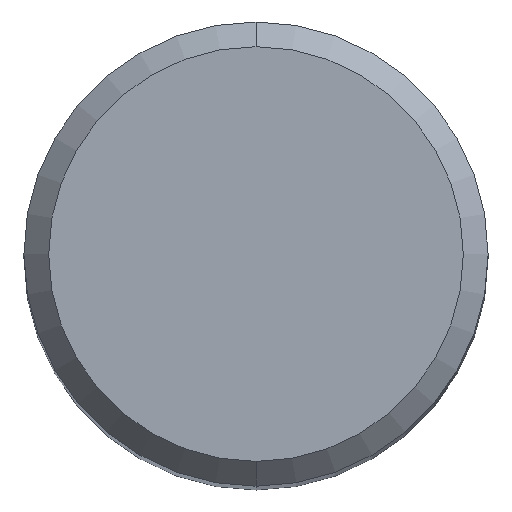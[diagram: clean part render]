
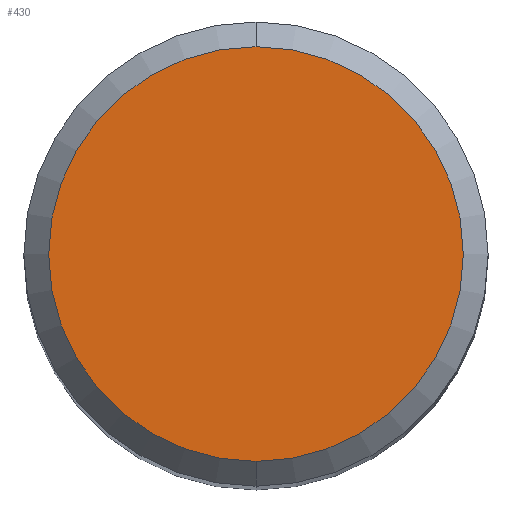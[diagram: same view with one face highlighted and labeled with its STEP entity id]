
A CAD part, top view. The second image highlights one B-rep face of the part: STEP entity #430.
In plain terms, the highlighted planar face has unit normal (0, 0, 1).
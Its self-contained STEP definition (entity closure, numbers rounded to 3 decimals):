
#200=EDGE_CURVE('',#296,#266,#506,.T.);
#266=VERTEX_POINT('',#579);
#296=VERTEX_POINT('',#611);
#404=EDGE_CURVE('',#266,#296,#729,.T.);
#430=ADVANCED_FACE('',(#757),#758,.T.);
#506=CIRCLE('',#886,6.7);
#579=CARTESIAN_POINT('',(0.0,6.7,0.0));
#611=CARTESIAN_POINT('',(0.,-6.7,0.0));
#729=CIRCLE('',#1361,6.7);
#757=FACE_OUTER_BOUND('',#1410,.T.);
#758=PLANE('',#1411);
#886=AXIS2_PLACEMENT_3D('',#1527,#1528,#1529);
#1361=AXIS2_PLACEMENT_3D('',#1777,#1778,#1779);
#1410=EDGE_LOOP('',(#1802,#1803));
#1411=AXIS2_PLACEMENT_3D('',#1804,#1805,#1806);
#1527=CARTESIAN_POINT('',(0.0,0.0,0.0));
#1528=DIRECTION('',(0.0,0.0,-1.0));
#1529=DIRECTION('',(0.0,1.0,0.0));
#1777=CARTESIAN_POINT('',(0.0,0.0,0.0));
#1778=DIRECTION('',(0.0,0.0,-1.0));
#1779=DIRECTION('',(0.0,1.0,0.0));
#1802=ORIENTED_EDGE('',*,*,#404,.F.);
#1803=ORIENTED_EDGE('',*,*,#200,.F.);
#1804=CARTESIAN_POINT('',(0.0,3.35,0.0));
#1805=DIRECTION('',(-0.0,0.0,1.0));
#1806=DIRECTION('',(0.0,-1.0,0.0));
